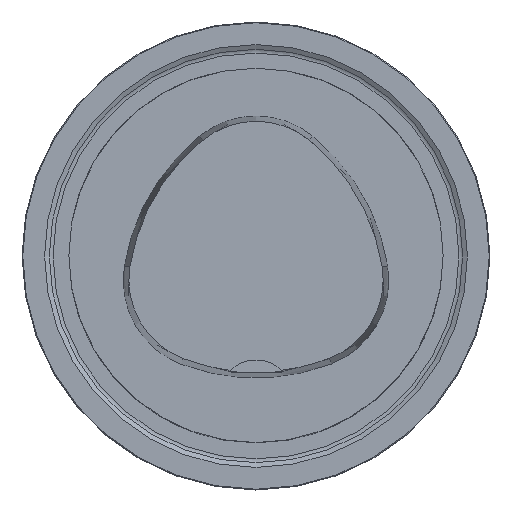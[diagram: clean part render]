
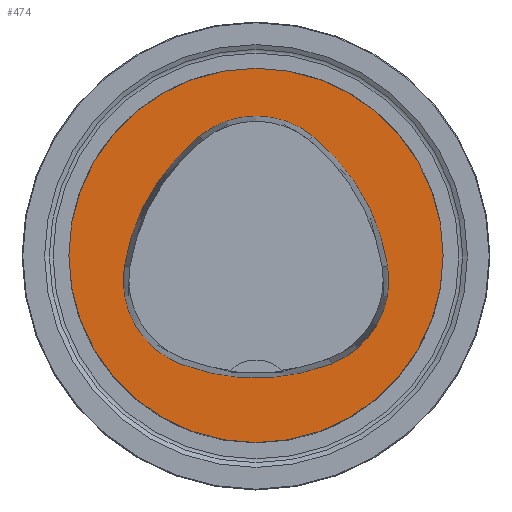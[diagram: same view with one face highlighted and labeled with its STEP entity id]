
A CAD part, top view. The second image highlights one B-rep face of the part: STEP entity #474.
In plain terms, the highlighted planar face has unit normal (0, 0, 1).
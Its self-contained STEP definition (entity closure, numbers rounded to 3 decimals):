
#231=PLANE('',#4830);
#364=FACE_BOUND('',#1045,.T.);
#365=FACE_BOUND('',#1046,.T.);
#474=ADVANCED_FACE('',(#364,#365),#231,.T.);
#1045=EDGE_LOOP('',(#2323,#2324,#2325,#2326,#2327,#2328));
#1046=EDGE_LOOP('',(#2329));
#1318=CIRCLE('',#4801,25.);
#1319=CIRCLE('',#4807,28.);
#1321=CIRCLE('',#4810,12.);
#1323=CIRCLE('',#4813,28.);
#1325=CIRCLE('',#4816,12.);
#1329=CIRCLE('',#4821,28.);
#1331=CIRCLE('',#4824,12.);
#2323=ORIENTED_EDGE('',*,*,#3998,.T.);
#2324=ORIENTED_EDGE('',*,*,#3978,.T.);
#2325=ORIENTED_EDGE('',*,*,#3982,.T.);
#2326=ORIENTED_EDGE('',*,*,#3985,.T.);
#2327=ORIENTED_EDGE('',*,*,#3988,.T.);
#2328=ORIENTED_EDGE('',*,*,#3996,.T.);
#2329=ORIENTED_EDGE('',*,*,#3969,.F.);
#3513=VERTEX_POINT('',#7269);
#3522=VERTEX_POINT('',#7288);
#3523=VERTEX_POINT('',#7289);
#3526=VERTEX_POINT('',#7297);
#3528=VERTEX_POINT('',#7303);
#3530=VERTEX_POINT('',#7309);
#3537=VERTEX_POINT('',#7330);
#3969=EDGE_CURVE('',#3513,#3513,#1318,.T.);
#3978=EDGE_CURVE('',#3522,#3523,#1319,.T.);
#3982=EDGE_CURVE('',#3523,#3526,#1321,.T.);
#3985=EDGE_CURVE('',#3526,#3528,#1323,.T.);
#3988=EDGE_CURVE('',#3528,#3530,#1325,.T.);
#3996=EDGE_CURVE('',#3530,#3537,#1329,.T.);
#3998=EDGE_CURVE('',#3537,#3522,#1331,.T.);
#4801=AXIS2_PLACEMENT_3D('',#7268,#5454,#5455);
#4807=AXIS2_PLACEMENT_3D('',#7287,#5470,#5471);
#4810=AXIS2_PLACEMENT_3D('',#7296,#5478,#5479);
#4813=AXIS2_PLACEMENT_3D('',#7302,#5485,#5486);
#4816=AXIS2_PLACEMENT_3D('',#7308,#5492,#5493);
#4821=AXIS2_PLACEMENT_3D('',#7331,#5504,#5505);
#4824=AXIS2_PLACEMENT_3D('',#7334,#5510,#5511);
#4830=AXIS2_PLACEMENT_3D('',#7340,#5522,#5523);
#5454=DIRECTION('',(0.,0.,-1.));
#5455=DIRECTION('',(-1.,0.,0.));
#5470=DIRECTION('',(0.,0.,-1.));
#5471=DIRECTION('',(-1.,0.,0.));
#5478=DIRECTION('',(0.,0.,-1.));
#5479=DIRECTION('',(-1.,0.,0.));
#5485=DIRECTION('',(0.,0.,-1.));
#5486=DIRECTION('',(-1.,0.,0.));
#5492=DIRECTION('',(0.,0.,-1.));
#5493=DIRECTION('',(-1.,0.,0.));
#5504=DIRECTION('',(0.,0.,-1.));
#5505=DIRECTION('',(-1.,0.,0.));
#5510=DIRECTION('',(0.,0.,-1.));
#5511=DIRECTION('',(-1.,0.,0.));
#5522=DIRECTION('',(0.,0.,1.));
#5523=DIRECTION('',(1.,0.,0.));
#7268=CARTESIAN_POINT('',(0.,0.,0.));
#7269=CARTESIAN_POINT('',(-25.,0.,0.));
#7287=CARTESIAN_POINT('',(10.068,-5.824,0.));
#7288=CARTESIAN_POINT('',(-17.584,-1.424,0.));
#7289=CARTESIAN_POINT('',(-7.531,15.953,0.));
#7296=CARTESIAN_POINT('',(0.011,6.62,0.));
#7297=CARTESIAN_POINT('',(7.567,15.942,0.));
#7302=CARTESIAN_POINT('',(-10.063,-5.81,0.));
#7303=CARTESIAN_POINT('',(17.59,-1.418,0.));
#7308=CARTESIAN_POINT('',(5.739,-3.3,0.));
#7309=CARTESIAN_POINT('',(10.05,-14.499,0.));
#7330=CARTESIAN_POINT('',(-10.025,-14.516,0.));
#7331=CARTESIAN_POINT('',(-0.01,11.631,0.));
#7334=CARTESIAN_POINT('',(-5.733,-3.31,0.));
#7340=CARTESIAN_POINT('',(0.,0.,0.));
